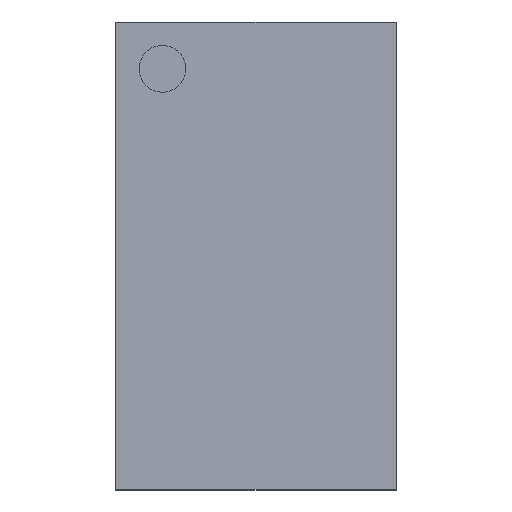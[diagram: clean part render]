
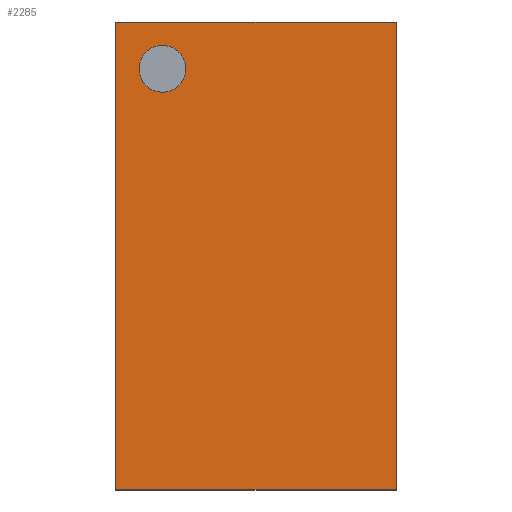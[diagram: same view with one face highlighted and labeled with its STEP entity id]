
A CAD part, top view. The second image highlights one B-rep face of the part: STEP entity #2285.
In plain terms, the highlighted planar face has unit normal (0, 0, 1).
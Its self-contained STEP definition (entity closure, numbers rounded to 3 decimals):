
#2075=CARTESIAN_POINT('',(-0.75,2.0,0.79));
#2076=VERTEX_POINT('',#2075);
#2085=CARTESIAN_POINT('',(-1.25,2.0,0.79));
#2086=VERTEX_POINT('',#2085);
#2087=CARTESIAN_POINT('',(-1.0,2.0,0.79));
#2088=DIRECTION('',(0.0,0.0,-1.0));
#2089=DIRECTION('',(1.0,0.0,0.0));
#2090=AXIS2_PLACEMENT_3D('',#2087,#2088,#2089);
#2091=CIRCLE('',#2090,0.25);
#2092=EDGE_CURVE('',#2086,#2076,#2091,.T.);
#2126=CARTESIAN_POINT('',(-1.0,2.0,0.79));
#2127=DIRECTION('',(0.0,0.0,-1.0));
#2128=DIRECTION('',(1.0,0.0,0.0));
#2129=AXIS2_PLACEMENT_3D('',#2126,#2127,#2128);
#2130=CIRCLE('',#2129,0.25);
#2131=EDGE_CURVE('',#2076,#2086,#2130,.T.);
#2161=CARTESIAN_POINT('',(-1.5,-2.5,0.79));
#2162=VERTEX_POINT('',#2161);
#2169=CARTESIAN_POINT('',(-1.5,2.5,0.79));
#2170=VERTEX_POINT('',#2169);
#2171=CARTESIAN_POINT('',(-1.5,-2.5,0.79));
#2172=DIRECTION('',(0.0,1.0,0.0));
#2173=VECTOR('',#2172,5.);
#2174=LINE('',#2171,#2173);
#2175=EDGE_CURVE('',#2162,#2170,#2174,.T.);
#2199=CARTESIAN_POINT('',(1.5,-2.5,0.79));
#2200=VERTEX_POINT('',#2199);
#2207=CARTESIAN_POINT('',(1.5,-2.5,0.79));
#2208=DIRECTION('',(-1.0,0.0,0.0));
#2209=VECTOR('',#2208,3.0);
#2210=LINE('',#2207,#2209);
#2211=EDGE_CURVE('',#2200,#2162,#2210,.T.);
#2230=CARTESIAN_POINT('',(1.5,2.5,0.79));
#2231=VERTEX_POINT('',#2230);
#2238=CARTESIAN_POINT('',(1.5,2.5,0.79));
#2239=DIRECTION('',(0.0,-1.0,0.0));
#2240=VECTOR('',#2239,5.);
#2241=LINE('',#2238,#2240);
#2242=EDGE_CURVE('',#2231,#2200,#2241,.T.);
#2260=CARTESIAN_POINT('',(-1.5,2.5,0.79));
#2261=DIRECTION('',(1.0,0.0,0.0));
#2262=VECTOR('',#2261,3.0);
#2263=LINE('',#2260,#2262);
#2264=EDGE_CURVE('',#2170,#2231,#2263,.T.);
#2270=CARTESIAN_POINT('',(0.,0.,0.79));
#2271=DIRECTION('',(0.0,0.0,1.0));
#2272=DIRECTION('',(1.0,0.0,0.0));
#2273=AXIS2_PLACEMENT_3D('',#2270,#2271,#2272);
#2274=PLANE('',#2273);
#2275=ORIENTED_EDGE('',*,*,#2264,.F.);
#2276=ORIENTED_EDGE('',*,*,#2175,.F.);
#2277=ORIENTED_EDGE('',*,*,#2211,.F.);
#2278=ORIENTED_EDGE('',*,*,#2242,.F.);
#2279=EDGE_LOOP('',(#2275,#2276,#2277,#2278));
#2280=FACE_OUTER_BOUND('',#2279,.T.);
#2281=ORIENTED_EDGE('',*,*,#2131,.T.);
#2282=ORIENTED_EDGE('',*,*,#2092,.T.);
#2283=EDGE_LOOP('',(#2281,#2282));
#2284=FACE_BOUND('',#2283,.T.);
#2285=ADVANCED_FACE('',(#2280,#2284),#2274,.T.);
